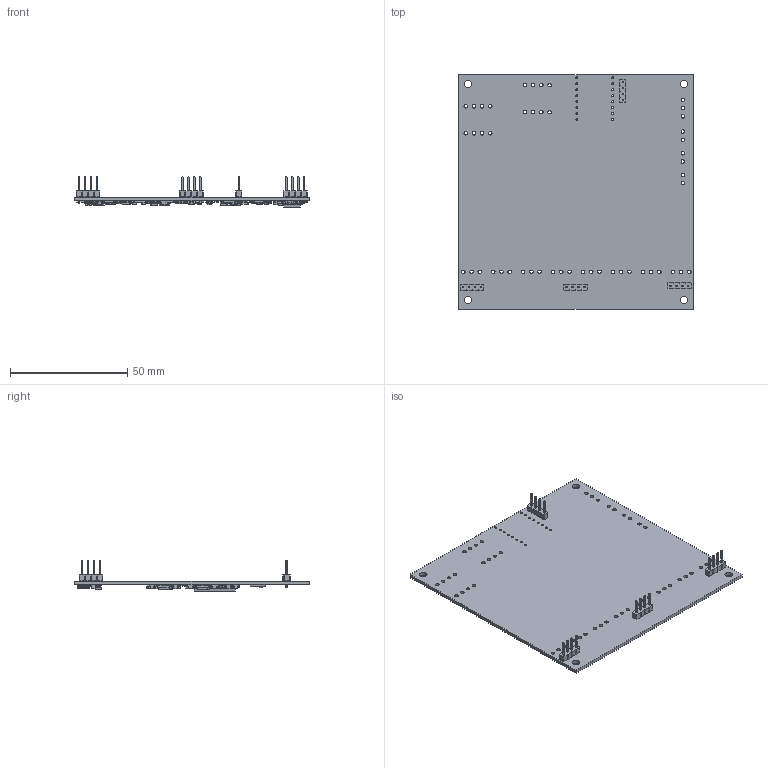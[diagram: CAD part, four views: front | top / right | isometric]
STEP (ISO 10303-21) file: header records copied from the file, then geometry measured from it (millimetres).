
FILE_DESCRIPTION(('KiCad electronic assembly'),'2;1');
FILE_NAME('velion_lightboard_pcb.step','2026-01-05T12:21:42',('Pcbnew'), ('Kicad'),'Open CASCADE STEP processor 7.9','KiCad to STEP converter', 'Unknown');
FILE_SCHEMA(('AUTOMOTIVE_DESIGN { 1 0 10303 214 1 1 1 1 }'));
Length unit declared in the file: millimetre
Products named in the file (16): velion_lightboard_pcb 1; PinHeader_1x04_P2.54mm_Vertical; TSSOP-10_3x3mm_P0.5mm; D_SOD-323; C_1206_3216Metric; SOT-23; TSOT-23; SOT-23-5; D_SMA; R_1206_3216Metric; SO-8_3.9x4.9mm_P1.27mm; R_2512_6332Metric; SOIC-8_3.9x4.9mm_P1.27mm; SOIC-28W_7.5x17.9mm_P1.27mm; LED_WS2812B_PLCC4_5.0x5.0mm_P3.2mm; velion_lightboard_pcb_PCB
Assembly tree (120 placements, depth 2):
  velion_lightboard_pcb 1
    PinHeader_1x04_P2.54mm_Vertical  x4
    TSSOP-10_3x3mm_P0.5mm  x2
    D_SOD-323  x6
    C_1206_3216Metric  x22
    SOT-23  x8
    TSOT-23  x12
    SOT-23-5  x3
    D_SMA  x7
    R_1206_3216Metric  x38
    SO-8_3.9x4.9mm_P1.27mm  x6
    R_2512_6332Metric  x8
    SOIC-8_3.9x4.9mm_P1.27mm
    SOIC-28W_7.5x17.9mm_P1.27mm
    LED_WS2812B_PLCC4_5.0x5.0mm_P3.2mm
    velion_lightboard_pcb_PCB
Bounding box: 100 x 100 x 12.97 mm (x, y, z)
Volume: 16457.4 mm3; surface area: 25390.6 mm2
Topology: 120 solids, 120 shells, 6564 faces, 17126 edges, 10921 vertices
Faces by surface type: plane 4338, cylinder 1531, bspline 694, cone 1
Full cylindrical faces by diameter (mm): 0.84 x16, 1 x16, 1.5 x49, 3.2 x4, 3.333 x1
Entity records: 63343 total; most frequent: CARTESIAN_POINT 9353, ORIENTED_EDGE 8545, DIRECTION 8042, EDGE_CURVE 4273, LINE 3242, VECTOR 3242, VERTEX_POINT 2719, AXIS2_PLACEMENT_3D 2400
